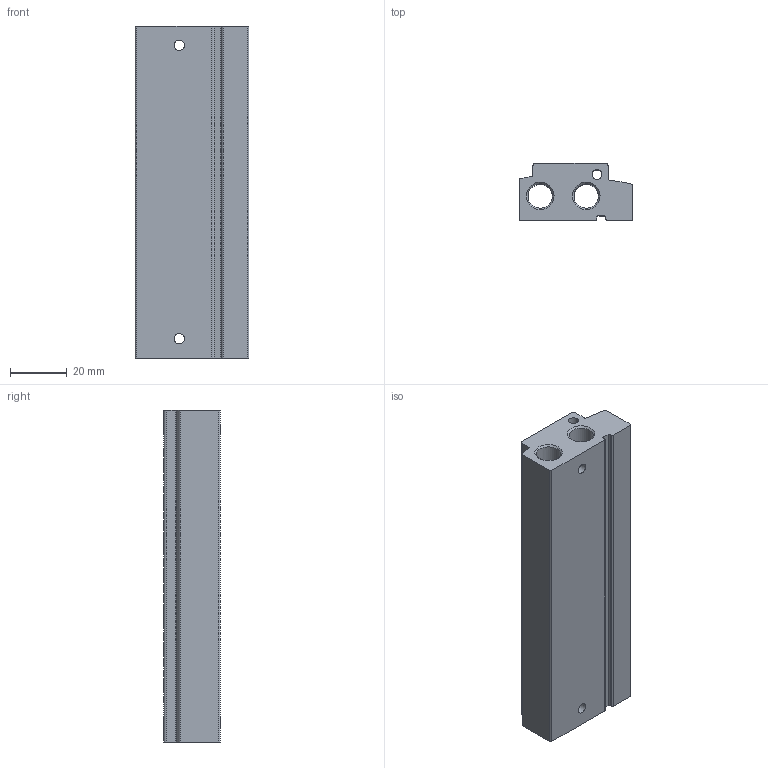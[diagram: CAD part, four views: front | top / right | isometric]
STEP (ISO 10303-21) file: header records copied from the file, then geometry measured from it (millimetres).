
FILE_DESCRIPTION(/* description */ ('STEP AP214'),/* implementation_level */ '2;1');
FILE_NAME(/* name */ '552657_VABM-C7-12P-G18-7',/* time_stamp */ '2024-09-15T23:46:30+02:00',/* author */ ('License CC BY-ND 4.0'),/* organization */ ('CADENAS'),/* preprocessor_version */ 'ST-DEVELOPER v19.3',/* originating_system */ 'PARTsolutions',/* authorisation */ ' ');
FILE_SCHEMA (('AUTOMOTIVE_DESIGN {1 0 10303 214 3 1 1}'));
Length unit declared in the file: millimetre
Products named in the file (1): 552657 VABM-C7-12P-G18-7
Bounding box: 40 x 20 x 117 mm (x, y, z)
Volume: 67377.9 mm3; surface area: 24341.4 mm2
Topology: 1 solids, 1 shells, 98 faces, 237 edges, 155 vertices
Faces by surface type: cylinder 47, plane 33, cone 18
Full cylindrical faces by diameter (mm): 1.567 x14, 3 x14, 3.5 x1, 3.6 x2, 8.566 x2
Entity records: 2769 total; most frequent: CARTESIAN_POINT 604, DIRECTION 459, ORIENTED_EDGE 340, AXIS2_PLACEMENT_3D 204, EDGE_LOOP 201, FACE_BOUND 201, EDGE_CURVE 170, VERTEX_POINT 139
